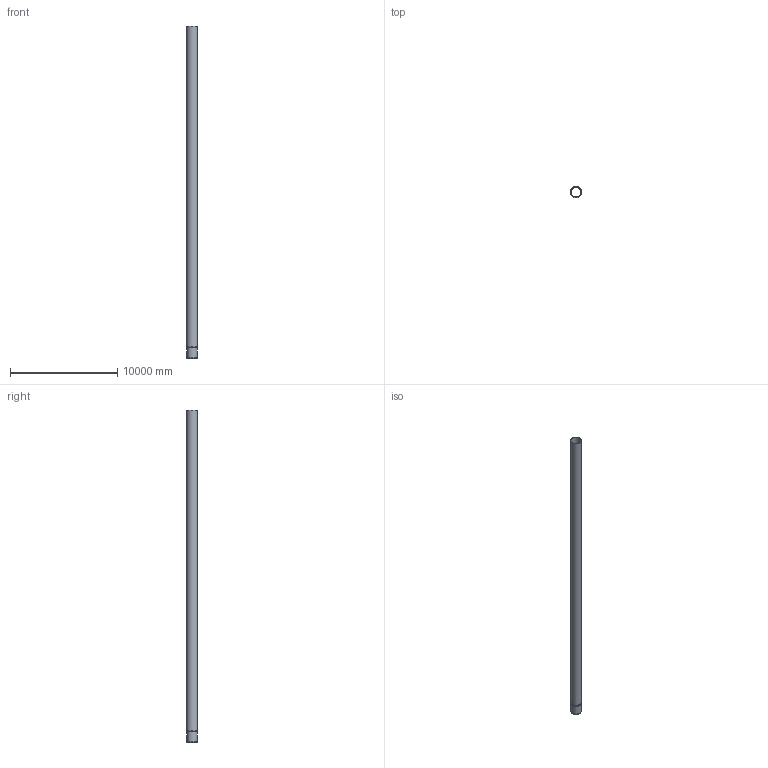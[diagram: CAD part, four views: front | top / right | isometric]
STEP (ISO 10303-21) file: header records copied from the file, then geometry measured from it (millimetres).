
FILE_DESCRIPTION(/* description */ (''),/* implementation_level */ '2;1');
FILE_NAME(/* name */ '01104.100X_3D.stp',/* time_stamp */ '2024-12-11T13:22:41+01:00',/* author */ ('CAD'),/* organization */ (''),/* preprocessor_version */ 'ST-DEVELOPER v20',/* originating_system */ 'AutoCAD Mechanical',/* authorisation */ '');
FILE_SCHEMA (('AUTOMOTIVE_DESIGN { 1 0 10303 214 3 1 1 }'));
Length unit declared in the file: centimetre
Products named in the file (2): Product; *S0
Assembly tree (1 placements, depth 2):
  Product
    *S0
Bounding box: 1020 x 1020 x 30950 mm (x, y, z)
Volume: 1462613372.3 mm3; surface area: 195106168.2 mm2
Topology: 1 solids, 1 shells, 14 faces, 35 edges, 22 vertices
Faces by surface type: cone 5, torus 4, cylinder 4, plane 1
Full cylindrical faces by diameter (mm): 920 x1, 950 x1, 990 x1, 1020 x1
Entity records: 480 total; most frequent: DIRECTION 95, CARTESIAN_POINT 74, ORIENTED_EDGE 70, AXIS2_PLACEMENT_3D 43, EDGE_CURVE 35, CIRCLE 26, VERTEX_POINT 22, EDGE_LOOP 15
